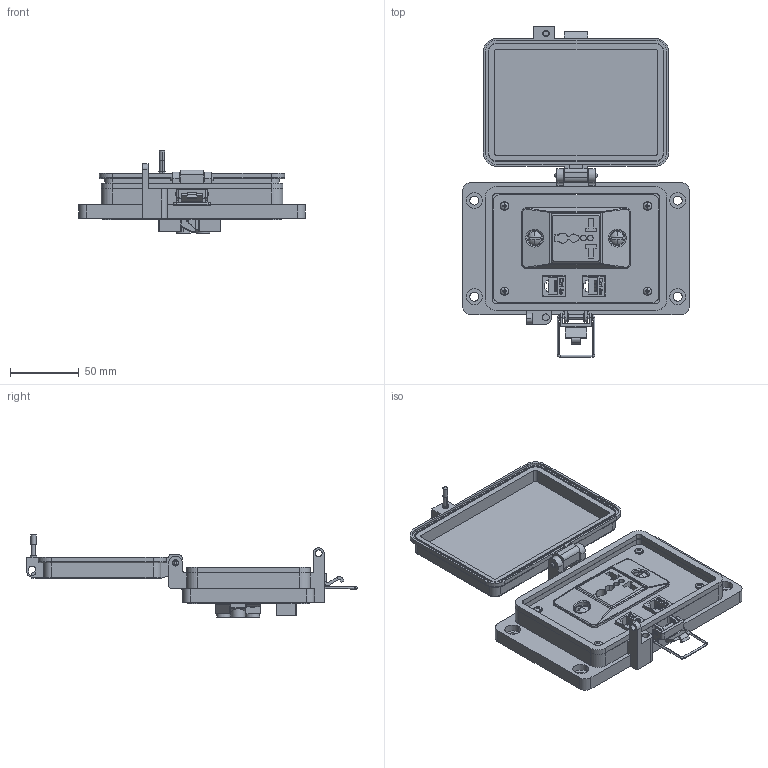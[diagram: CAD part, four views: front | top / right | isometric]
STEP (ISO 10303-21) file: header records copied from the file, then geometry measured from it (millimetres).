
FILE_DESCRIPTION (( 'STEP AP203' ), '1' );
FILE_NAME ('P-R2#2-M2RUV0_3D.STEP', '2018-06-07T20:20:30', ( '' ), ( '' ), 'SwSTEP 2.0', 'SolidWorks 2017', '' );
FILE_SCHEMA (( 'CONFIG_CONTROL_DESIGN' ));
Length unit declared in the file: millimetre
Products named in the file (16): Z-002-8321132HN_90675A009; P-R2#2-M2RUV0_FP060_1; Z-H-M2_B; Z-300-RJ45CAT5; -M2; R2; 92005A124_METRIC PAN HEAD PHILLIPS MACHINE SCREW_92005A124; Z-200-OTLT-RUV_bezel; P-R2#2-M2RUV0_3D; Z-200-OTLT-RUV_outlet; Z-200-OTLT-RUV; P-R2#2-M2RUV0_BP180_1; RUV; P-R2#2-M2RUV0_TP060_1; Z-000-83212TH_90271A194; Z-000-4243316TFP
Assembly tree (23 placements, depth 4):
  P-R2#2-M2RUV0_3D
    P-R2#2-M2RUV0_BP180_1
    P-R2#2-M2RUV0_TP060_1
    Z-000-4243316TFP  x3
    P-R2#2-M2RUV0_FP060_1
    R2  x2
      Z-300-RJ45CAT5
    RUV
      Z-200-OTLT-RUV
        Z-200-OTLT-RUV_bezel
        Z-200-OTLT-RUV_outlet
    Z-000-83212TH_90271A194  x2
    Z-002-8321132HN_90675A009  x2
    -M2
      Z-H-M2_B
    92005A124_METRIC PAN HEAD PHILLIPS MACHINE SCREW_92005A124  x4
Bounding box: 164.96 x 240.59 x 59.74 mm (x, y, z)
Volume: 264609.4 mm3; surface area: 175964.5 mm2
Topology: 29 solids, 29 shells, 2671 faces, 7398 edges, 4868 vertices
Faces by surface type: cylinder 1102, plane 994, bspline 396, cone 131, sphere 26, torus 22
Entity records: 64811 total; most frequent: CARTESIAN_POINT 25109, ORIENTED_EDGE 8618, DIRECTION 6873, EDGE_CURVE 4309, VERTEX_POINT 2825, VECTOR 2407, LINE 2407, AXIS2_PLACEMENT_3D 2233
